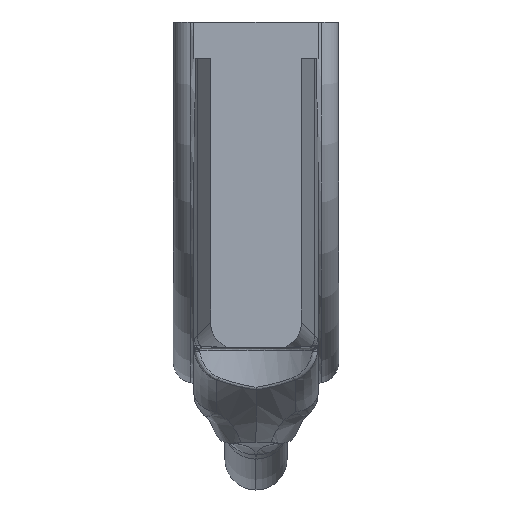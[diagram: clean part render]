
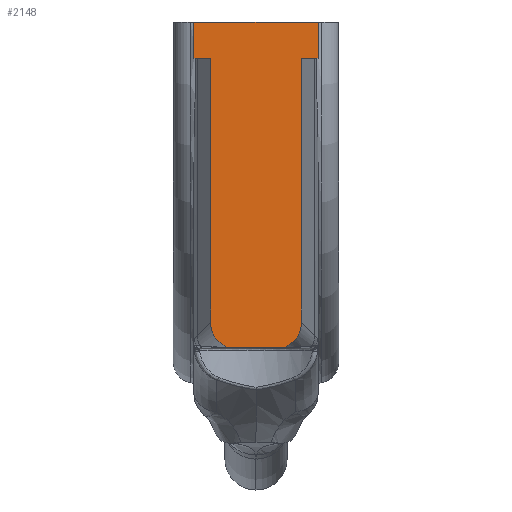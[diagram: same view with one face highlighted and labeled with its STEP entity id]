
A CAD part, front view. The second image highlights one B-rep face of the part: STEP entity #2148.
In plain terms, the highlighted planar face has unit normal (0, -1, 0).
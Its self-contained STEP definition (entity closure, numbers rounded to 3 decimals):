
#939=CARTESIAN_POINT('Line Origine',(0.,-43.,-31.5)) ;
#943=CARTESIAN_POINT('Vertex',(-2.47,-43.,-31.5)) ;
#945=CARTESIAN_POINT('Vertex',(2.47,-43.,-31.5)) ;
#1574=CARTESIAN_POINT('Vertex',(4.384,-43.,-3.5)) ;
#1577=CARTESIAN_POINT('Line Origine',(4.384,-43.,-16.307)) ;
#1581=CARTESIAN_POINT('Vertex',(4.384,-43.,-29.114)) ;
#1605=CARTESIAN_POINT('Vertex',(6.,-43.,-3.5)) ;
#1608=CARTESIAN_POINT('Line Origine',(5.192,-43.,-3.5)) ;
#1877=CARTESIAN_POINT('Vertex',(-6.,-43.,0.)) ;
#1880=CARTESIAN_POINT('Line Origine',(0.,-43.,0.)) ;
#1884=CARTESIAN_POINT('Vertex',(6.,-43.,0.)) ;
#1981=CARTESIAN_POINT('Line Origine',(6.,-43.,-1.75)) ;
#2060=CARTESIAN_POINT('Axis2P3D Location',(0.,-43.,0.)) ;
#2066=CARTESIAN_POINT('Control Point',(4.384,-43.,-29.114)) ;
#2067=CARTESIAN_POINT('Control Point',(4.384,-43.,-29.335)) ;
#2068=CARTESIAN_POINT('Control Point',(4.36,-43.,-29.556)) ;
#2069=CARTESIAN_POINT('Control Point',(4.311,-43.,-29.773)) ;
#2070=CARTESIAN_POINT('Control Point',(4.167,-43.,-30.192)) ;
#2071=CARTESIAN_POINT('Control Point',(3.932,-43.,-30.568)) ;
#2072=CARTESIAN_POINT('Control Point',(3.795,-43.,-30.742)) ;
#2073=CARTESIAN_POINT('Control Point',(3.499,-43.,-31.039)) ;
#2074=CARTESIAN_POINT('Control Point',(3.147,-43.,-31.267)) ;
#2075=CARTESIAN_POINT('Control Point',(2.97,-43.,-31.358)) ;
#2076=CARTESIAN_POINT('Control Point',(2.785,-43.,-31.43)) ;
#2077=CARTESIAN_POINT('Control Point',(2.595,-43.,-31.483)) ;
#2078=CARTESIAN_POINT('Vertex',(2.595,-43.,-31.483)) ;
#2081=CARTESIAN_POINT('Line Origine',(-6.,-43.,-1.75)) ;
#2085=CARTESIAN_POINT('Vertex',(-6.,-43.,-3.5)) ;
#2088=CARTESIAN_POINT('Line Origine',(-5.192,-43.,-3.5)) ;
#2092=CARTESIAN_POINT('Vertex',(-4.384,-43.,-3.5)) ;
#2095=CARTESIAN_POINT('Line Origine',(-4.384,-43.,-16.307)) ;
#2099=CARTESIAN_POINT('Vertex',(-4.384,-43.,-29.114)) ;
#2103=CARTESIAN_POINT('Control Point',(-4.384,-43.,-29.114)) ;
#2104=CARTESIAN_POINT('Control Point',(-4.384,-43.,-29.335)) ;
#2105=CARTESIAN_POINT('Control Point',(-4.36,-43.,-29.556)) ;
#2106=CARTESIAN_POINT('Control Point',(-4.311,-43.,-29.773)) ;
#2107=CARTESIAN_POINT('Control Point',(-4.167,-43.,-30.192)) ;
#2108=CARTESIAN_POINT('Control Point',(-3.932,-43.,-30.568)) ;
#2109=CARTESIAN_POINT('Control Point',(-3.795,-43.,-30.742)) ;
#2110=CARTESIAN_POINT('Control Point',(-3.499,-43.,-31.039)) ;
#2111=CARTESIAN_POINT('Control Point',(-3.147,-43.,-31.267)) ;
#2112=CARTESIAN_POINT('Control Point',(-2.97,-43.,-31.358)) ;
#2113=CARTESIAN_POINT('Control Point',(-2.785,-43.,-31.43)) ;
#2114=CARTESIAN_POINT('Control Point',(-2.595,-43.,-31.483)) ;
#2115=CARTESIAN_POINT('Vertex',(-2.595,-43.,-31.483)) ;
#2119=CARTESIAN_POINT('Control Point',(-2.595,-43.,-31.483)) ;
#2120=CARTESIAN_POINT('Control Point',(-2.57,-43.,-31.49)) ;
#2121=CARTESIAN_POINT('Control Point',(-2.545,-43.,-31.495)) ;
#2122=CARTESIAN_POINT('Control Point',(-2.519,-43.,-31.498)) ;
#2123=CARTESIAN_POINT('Control Point',(-2.494,-43.,-31.5)) ;
#2124=CARTESIAN_POINT('Control Point',(-2.47,-43.,-31.5)) ;
#2127=CARTESIAN_POINT('Control Point',(2.595,-43.,-31.483)) ;
#2128=CARTESIAN_POINT('Control Point',(2.57,-43.,-31.49)) ;
#2129=CARTESIAN_POINT('Control Point',(2.545,-43.,-31.495)) ;
#2130=CARTESIAN_POINT('Control Point',(2.519,-43.,-31.498)) ;
#2131=CARTESIAN_POINT('Control Point',(2.494,-43.,-31.5)) ;
#2132=CARTESIAN_POINT('Control Point',(2.47,-43.,-31.5)) ;
#940=DIRECTION('Vector Direction',(-1.,0.,0.)) ;
#1578=DIRECTION('Vector Direction',(0.,0.,1.)) ;
#1609=DIRECTION('Vector Direction',(-1.,0.,0.)) ;
#1881=DIRECTION('Vector Direction',(1.,0.,0.)) ;
#1982=DIRECTION('Vector Direction',(0.,0.,-1.)) ;
#2061=DIRECTION('Axis2P3D Direction',(0.,-1.,0.)) ;
#2062=DIRECTION('Axis2P3D XDirection',(0.,0.,-1.)) ;
#2082=DIRECTION('Vector Direction',(0.,0.,-1.)) ;
#2089=DIRECTION('Vector Direction',(-1.,0.,0.)) ;
#2096=DIRECTION('Vector Direction',(0.,0.,1.)) ;
#2063=AXIS2_PLACEMENT_3D('Plane Axis2P3D',#2060,#2061,#2062) ;
#2135=ORIENTED_EDGE('',*,*,#2080,.T.) ;
#2136=ORIENTED_EDGE('',*,*,#1583,.T.) ;
#2137=ORIENTED_EDGE('',*,*,#1612,.F.) ;
#2138=ORIENTED_EDGE('',*,*,#1985,.F.) ;
#2139=ORIENTED_EDGE('',*,*,#1886,.T.) ;
#2140=ORIENTED_EDGE('',*,*,#2087,.T.) ;
#2141=ORIENTED_EDGE('',*,*,#2094,.T.) ;
#2142=ORIENTED_EDGE('',*,*,#2101,.F.) ;
#2143=ORIENTED_EDGE('',*,*,#2117,.F.) ;
#2144=ORIENTED_EDGE('',*,*,#2125,.F.) ;
#2145=ORIENTED_EDGE('',*,*,#947,.T.) ;
#2146=ORIENTED_EDGE('',*,*,#2133,.T.) ;
#941=VECTOR('Line Direction',#940,1.) ;
#1579=VECTOR('Line Direction',#1578,1.) ;
#1610=VECTOR('Line Direction',#1609,1.) ;
#1882=VECTOR('Line Direction',#1881,1.) ;
#1983=VECTOR('Line Direction',#1982,1.) ;
#2083=VECTOR('Line Direction',#2082,1.) ;
#2090=VECTOR('Line Direction',#2089,1.) ;
#2097=VECTOR('Line Direction',#2096,1.) ;
#2148=ADVANCED_FACE('PartBody',(#2147),#2064,.T.) ;
#2065=B_SPLINE_CURVE_WITH_KNOTS('',5,(#2066,#2067,#2068,#2069,#2070,#2071,#2072,#2073,#2074,#2075,#2076,#2077),.UNSPECIFIED.,.F.,.U.,(6,3,3,6),(0.,1.562,3.114,4.511),.UNSPECIFIED.) ;
#2102=B_SPLINE_CURVE_WITH_KNOTS('',5,(#2103,#2104,#2105,#2106,#2107,#2108,#2109,#2110,#2111,#2112,#2113,#2114),.UNSPECIFIED.,.F.,.U.,(6,3,3,6),(0.,1.562,3.114,4.511),.UNSPECIFIED.) ;
#2118=B_SPLINE_CURVE_WITH_KNOTS('',5,(#2119,#2120,#2121,#2122,#2123,#2124),.UNSPECIFIED.,.F.,.U.,(6,6),(0.,0.343),.UNSPECIFIED.) ;
#2126=B_SPLINE_CURVE_WITH_KNOTS('',5,(#2127,#2128,#2129,#2130,#2131,#2132),.UNSPECIFIED.,.F.,.U.,(6,6),(0.,0.343),.UNSPECIFIED.) ;
#947=EDGE_CURVE('',#944,#946,#942,.F.) ;
#1583=EDGE_CURVE('',#1582,#1575,#1580,.T.) ;
#1612=EDGE_CURVE('',#1606,#1575,#1611,.T.) ;
#1886=EDGE_CURVE('',#1885,#1878,#1883,.F.) ;
#1985=EDGE_CURVE('',#1885,#1606,#1984,.T.) ;
#2080=EDGE_CURVE('',#2079,#1582,#2065,.F.) ;
#2087=EDGE_CURVE('',#1878,#2086,#2084,.T.) ;
#2094=EDGE_CURVE('',#2086,#2093,#2091,.F.) ;
#2101=EDGE_CURVE('',#2100,#2093,#2098,.T.) ;
#2117=EDGE_CURVE('',#2116,#2100,#2102,.F.) ;
#2125=EDGE_CURVE('',#944,#2116,#2118,.F.) ;
#2133=EDGE_CURVE('',#946,#2079,#2126,.F.) ;
#2134=EDGE_LOOP('',(#2135,#2136,#2137,#2138,#2139,#2140,#2141,#2142,#2143,#2144,#2145,#2146)) ;
#2147=FACE_OUTER_BOUND('',#2134,.T.) ;
#942=LINE('Line',#939,#941) ;
#1580=LINE('Line',#1577,#1579) ;
#1611=LINE('Line',#1608,#1610) ;
#1883=LINE('Line',#1880,#1882) ;
#1984=LINE('Line',#1981,#1983) ;
#2084=LINE('Line',#2081,#2083) ;
#2091=LINE('Line',#2088,#2090) ;
#2098=LINE('Line',#2095,#2097) ;
#2064=PLANE('Plane',#2063) ;
#944=VERTEX_POINT('',#943) ;
#946=VERTEX_POINT('',#945) ;
#1575=VERTEX_POINT('',#1574) ;
#1582=VERTEX_POINT('',#1581) ;
#1606=VERTEX_POINT('',#1605) ;
#1878=VERTEX_POINT('',#1877) ;
#1885=VERTEX_POINT('',#1884) ;
#2079=VERTEX_POINT('',#2078) ;
#2086=VERTEX_POINT('',#2085) ;
#2093=VERTEX_POINT('',#2092) ;
#2100=VERTEX_POINT('',#2099) ;
#2116=VERTEX_POINT('',#2115) ;
